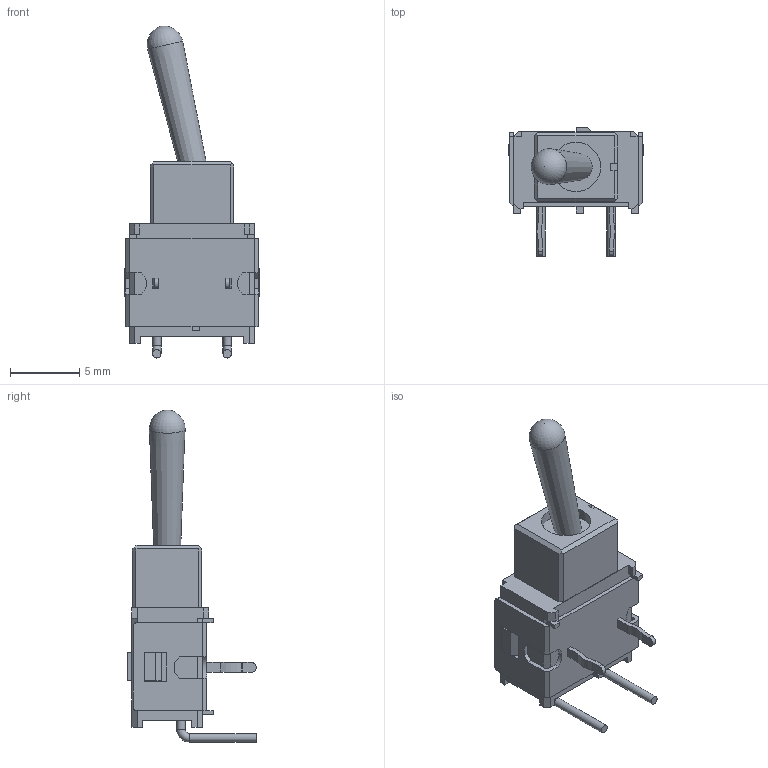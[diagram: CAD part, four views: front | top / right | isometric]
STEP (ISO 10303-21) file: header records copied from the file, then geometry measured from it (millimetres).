
FILE_DESCRIPTION(/* description */ ('STEP AP203'),/* implementation_level */ '2;1');
FILE_NAME(/* name */ 'A11AH',/* time_stamp */ '2023-08-17T21:05:14+02:00',/* author */ ('License CC BY-ND 4.0'),/* organization */ ('CADENAS'),/* preprocessor_version */ 'ST-DEVELOPER v19.3',/* originating_system */ 'PARTsolutions',/* authorisation */ ' ');
FILE_SCHEMA (('CONFIG_CONTROL_DESIGN'));
Length unit declared in the file: inch
Products named in the file (5): A11AH; AA-toggle-toggle; A1H-toggle-bracket_ra; A11H-toggle-terminals; A1-toggle-body
Assembly tree (4 placements, depth 2):
  A11AH
    AA-toggle-toggle
    A1H-toggle-bracket_ra
    A11H-toggle-terminals
    A1-toggle-body
Bounding box: 9.8 x 9.27 x 23.94 mm (x, y, z)
Volume: 564.9 mm3; surface area: 840.1 mm2
Topology: 4 solids, 4 shells, 183 faces, 501 edges, 330 vertices
Faces by surface type: plane 147, cylinder 32, torus 3, cone 1
Full cylindrical faces by diameter (mm): 0.61 x4, 3.556 x1
Entity records: 5795 total; most frequent: CARTESIAN_POINT 1003, ORIENTED_EDGE 976, DIRECTION 930, EDGE_CURVE 488, LINE 422, VECTOR 422, VERTEX_POINT 327, AXIS2_PLACEMENT_3D 254
